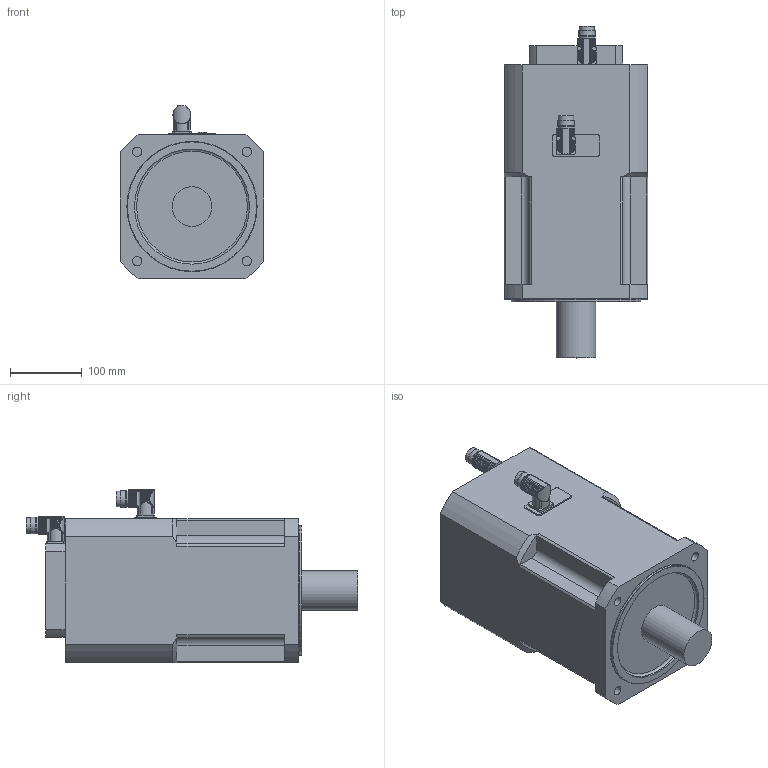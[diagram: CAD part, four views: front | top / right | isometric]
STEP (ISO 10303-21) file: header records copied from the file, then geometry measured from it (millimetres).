
FILE_DESCRIPTION(/* description */ (''),/* implementation_level */ '2;1');
FILE_NAME(/* name */ 'KTY62812Q_MF_RD_V',/* time_stamp */ '2009-01-28T10:55:23+01:00',/* author */ (''),/* organization */ (''),/* preprocessor_version */ 'ST-DEVELOPER v8',/* originating_system */ 'UNIGRAPHICS SOLUTIONS - UNIGRAPHICS 18.0',/* authorisation */ '');
FILE_SCHEMA (('AUTOMOTIVE_DESIGN { 1 2 10303 214 0 1 1 1 }'));
Length unit declared in the file: millimetre
Products named in the file (2): Winkelflanschdose_0; KTY6284Q_MF_RD_V_0
Assembly tree (2 placements, depth 2):
  KTY6284Q_MF_RD_V_0
    Winkelflanschdose_0  x2
Bounding box: 200 x 461.15 x 240.49 mm (x, y, z)
Volume: 12771739.7 mm3; surface area: 378784.8 mm2
Topology: 3 solids, 4 shells, 414 faces, 1160 edges, 774 vertices
Faces by surface type: cylinder 327, plane 80, cone 5, torus 2
Full cylindrical faces by diameter (mm): 1 x1, 13 x4, 16 x2, 20 x2, 21 x2, 21.5 x2, 23 x4, 50 x1, 55 x1, 160 x1, 180 x1
Entity records: 8355 total; most frequent: CARTESIAN_POINT 2018, ORIENTED_EDGE 1334, DIRECTION 1272, EDGE_CURVE 667, AXIS2_PLACEMENT_3D 500, VERTEX_POINT 456, EDGE_LOOP 291, LINE 272
